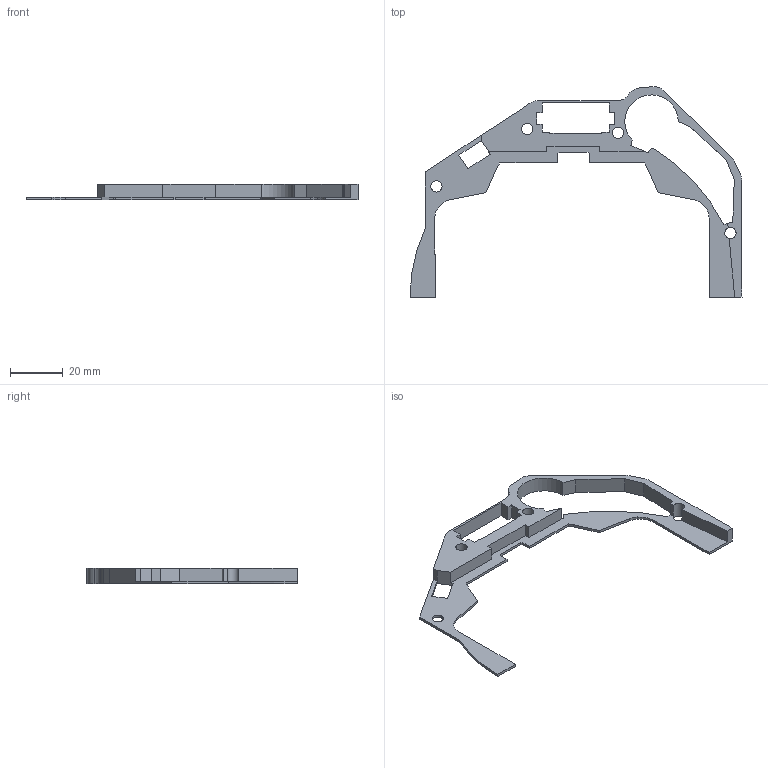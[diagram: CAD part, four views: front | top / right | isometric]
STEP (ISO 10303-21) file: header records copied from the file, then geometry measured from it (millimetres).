
FILE_DESCRIPTION(/* description */ (''),/* implementation_level */ '2;1');
FILE_NAME(/* name */ 'separator_right.stp',/* time_stamp */ '2024-06-29T23:11:08-07:00',/* author */ ('aaron'),/* organization */ (''),/* preprocessor_version */ 'ST-DEVELOPER v19.2',/* originating_system */ 'Autodesk Inventor 2023',/* authorisation */ '');
FILE_SCHEMA (('AUTOMOTIVE_DESIGN { 1 0 10303 214 3 1 1 }'));
Length unit declared in the file: millimetre
Products named in the file (1): separator_right
Bounding box: 126 x 79.92 x 6 mm (x, y, z)
Volume: 6657.5 mm3; surface area: 7599.1 mm2
Topology: 1 solids, 1 shells, 85 faces, 257 edges, 171 vertices
Faces by surface type: plane 67, cylinder 18
Full cylindrical faces by diameter (mm): 4.3 x4
Entity records: 2932 total; most frequent: ORIENTED_EDGE 514, CARTESIAN_POINT 514, DIRECTION 467, EDGE_CURVE 257, LINE 219, VECTOR 219, VERTEX_POINT 171, AXIS2_PLACEMENT_3D 124
